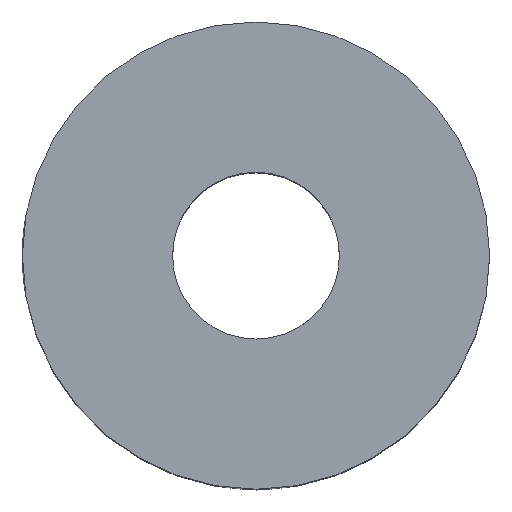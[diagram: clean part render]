
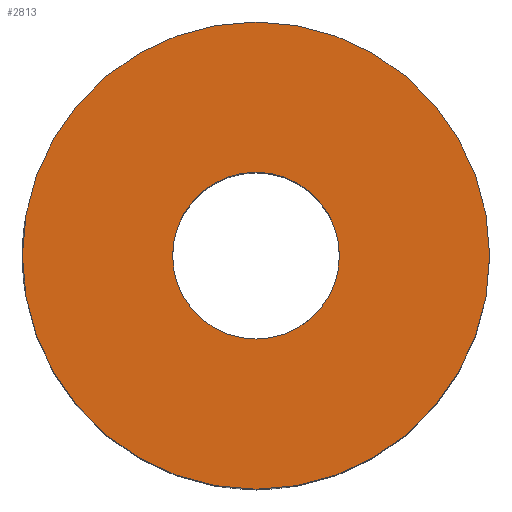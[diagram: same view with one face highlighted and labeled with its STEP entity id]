
A CAD part, top view. The second image highlights one B-rep face of the part: STEP entity #2813.
In plain terms, the highlighted planar face has unit normal (0, 0, 1).
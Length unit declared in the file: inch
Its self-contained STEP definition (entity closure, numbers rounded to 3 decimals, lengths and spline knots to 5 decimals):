
#14=CARTESIAN_POINT('',(0.,0.,0.295));
#15=DIRECTION('',(0.,0.,1.));
#16=DIRECTION('',(0.,1.,0.));
#17=AXIS2_PLACEMENT_3D('',#14,#15,#16);
#19=CARTESIAN_POINT('',(0.,0.,0.295));
#20=DIRECTION('',(0.,0.,-1.));
#21=DIRECTION('',(0.,1.,0.));
#22=AXIS2_PLACEMENT_3D('',#19,#20,#21);
#89=CARTESIAN_POINT('',(0.,0.,0.295));
#90=DIRECTION('',(0.,0.,-1.));
#91=DIRECTION('',(0.,1.,0.));
#92=AXIS2_PLACEMENT_3D('',#89,#90,#91);
#132=CARTESIAN_POINT('',(0.,0.,0.295));
#133=DIRECTION('',(0.,0.,1.));
#134=DIRECTION('',(0.,1.,0.));
#135=AXIS2_PLACEMENT_3D('',#132,#133,#134);
#2273=CARTESIAN_POINT('',(0.,0.35,0.295));
#2275=VERTEX_POINT('',#2273);
#2276=CARTESIAN_POINT('',(0.,-0.35,0.295));
#2277=VERTEX_POINT('',#2276);
#2278=CARTESIAN_POINT('',(0.,0.125,0.295));
#2279=CARTESIAN_POINT('',(0.,-0.125,0.295));
#2280=VERTEX_POINT('',#2278);
#2281=VERTEX_POINT('',#2279);
#2796=CARTESIAN_POINT('',(0.,0.,0.295));
#2797=DIRECTION('',(0.,0.,-1.));
#2798=DIRECTION('',(0.,-1.,0.));
#2799=AXIS2_PLACEMENT_3D('',#2796,#2797,#2798);
#2800=PLANE('',#2799);
#2802=ORIENTED_EDGE('',*,*,#2801,.F.);
#2804=ORIENTED_EDGE('',*,*,#2803,.T.);
#2805=EDGE_LOOP('',(#2802,#2804));
#2806=FACE_OUTER_BOUND('',#2805,.F.);
#2808=ORIENTED_EDGE('',*,*,#2807,.F.);
#2810=ORIENTED_EDGE('',*,*,#2809,.T.);
#2811=EDGE_LOOP('',(#2808,#2810));
#2812=FACE_BOUND('',#2811,.F.);
#2813=ADVANCED_FACE('',(#2806,#2812),#2800,.F.);
#18=CIRCLE('',#17,0.35);
#23=CIRCLE('',#22,0.35);
#93=CIRCLE('',#92,0.125);
#136=CIRCLE('',#135,0.125);
#2801=EDGE_CURVE('',#2275,#2277,#18,.T.);
#2803=EDGE_CURVE('',#2275,#2277,#23,.T.);
#2807=EDGE_CURVE('',#2280,#2281,#93,.T.);
#2809=EDGE_CURVE('',#2280,#2281,#136,.T.);
